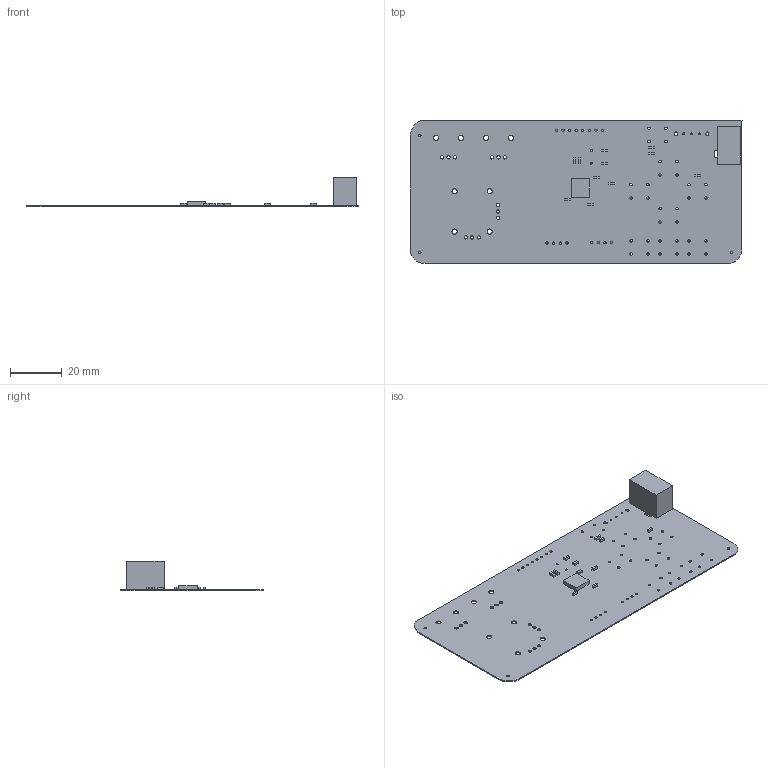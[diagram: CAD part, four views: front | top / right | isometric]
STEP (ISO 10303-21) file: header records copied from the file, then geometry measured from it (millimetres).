
FILE_DESCRIPTION(('Open CASCADE Model'),'2;1');
FILE_NAME('Open CASCADE Shape Model','2019-07-11T22:10:26',('Author'),( 'Open CASCADE'),'Open CASCADE STEP processor 6.8','Open CASCADE 6.8' ,'Unknown');
FILE_SCHEMA(('AUTOMOTIVE_DESIGN { 1 0 10303 214 1 1 1 1 }'));
Length unit declared in the file: millimetre
Products named in the file (27): PCB; Board; Open CASCADE STEP translator 6.8 4.2; 1328886888; Extruded; Open CASCADE STEP translator 6.8 4.3; Open CASCADE STEP translator 6.8 4.4; Open CASCADE STEP translator 6.8 4.5; Open CASCADE STEP translator 6.8 4.6; Open CASCADE STEP translator 6.8 4.7; 1328887024; Open CASCADE STEP translator 6.8 4.8; Open CASCADE STEP translator 6.8 4.9; Open CASCADE STEP translator 6.8 4.10; 1328887432; Open CASCADE STEP translator 6.8 4.11; 1328887568; Open CASCADE STEP translator 6.8 4.12; 1328887296; Open CASCADE STEP translator 6.8 4.13; 1328887160; Open CASCADE STEP translator 6.8 4.14
Assembly tree (33 placements, depth 4):
  PCB
    Board
    Open CASCADE STEP translator 6.8 4.2
      1328886888
        Extruded
    Open CASCADE STEP translator 6.8 4.3
      1328886888
        Extruded
    Open CASCADE STEP translator 6.8 4.4
      1328886888
        Extruded
    Open CASCADE STEP translator 6.8 4.5
      1328886888
        Extruded
    Open CASCADE STEP translator 6.8 4.6
      1328886888
        Extruded
    Open CASCADE STEP translator 6.8 4.7
      1328887024
        Extruded
    Open CASCADE STEP translator 6.8 4.8
      1328886888
        Extruded
    Open CASCADE STEP translator 6.8 4.9
      1328886888
        Extruded
    Open CASCADE STEP translator 6.8 4.10
      1328887432
        Extruded
    Open CASCADE STEP translator 6.8 4.11
      1328887568
        Extruded
    Open CASCADE STEP translator 6.8 4.12
      1328887296
        Extruded
    Open CASCADE STEP translator 6.8 4.13
      1328887160
        Extruded
    Open CASCADE STEP translator 6.8 4.14
      1328887296
        Extruded
Bounding box: 127.75 x 55 x 11.41 mm (x, y, z)
Volume: 4371.5 mm3; surface area: 15123.6 mm2
Topology: 14 solids, 14 shells, 183 faces, 465 edges, 310 vertices
Faces by surface type: plane 94, cylinder 89
Full cylindrical faces by diameter (mm): 0.7 x3, 0.711 x2, 0.9 x16, 0.965 x32, 1 x3, 1.25 x6, 1.3 x6, 2 x8
Entity records: 10405 total; most frequent: DIRECTION 1665, CARTESIAN_POINT 1608, LINE 787, VECTOR 787, ORIENTED_EDGE 762, PCURVE 762, DEFINITIONAL_REPRESENTATION 762, EDGE_CURVE 381
